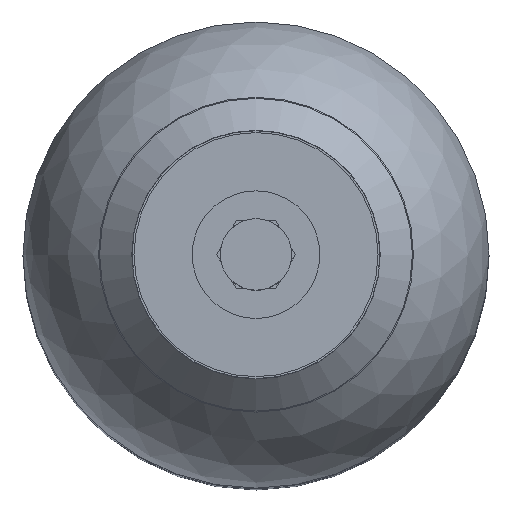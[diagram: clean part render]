
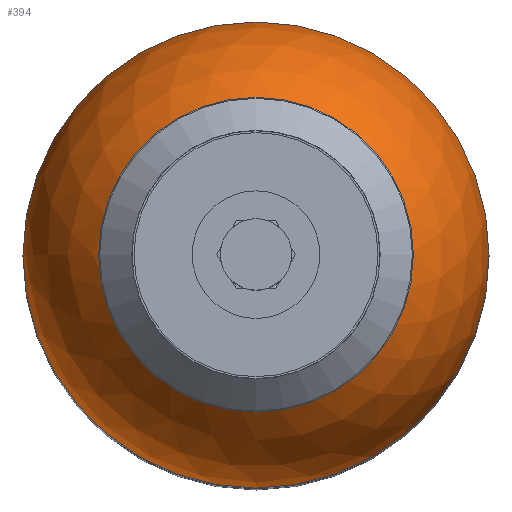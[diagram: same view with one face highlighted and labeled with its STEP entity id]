
A CAD part, top view. The second image highlights one B-rep face of the part: STEP entity #394.
In plain terms, the highlighted spherical face has radius 109.55 mm.
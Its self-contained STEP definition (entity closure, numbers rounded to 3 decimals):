
#394 = ADVANCED_FACE( '', ( #949, #950 ), #951, .T. );
#949 = FACE_OUTER_BOUND( '', #1693, .T. );
#950 = FACE_OUTER_BOUND( '', #1694, .T. );
#951 = SPHERICAL_SURFACE( '', #1695, 109.55 );
#1693 = EDGE_LOOP( '', ( #2973 ) );
#1694 = EDGE_LOOP( '', ( #2974 ) );
#1695 = AXIS2_PLACEMENT_3D( '', #2975, #2976, #2977 );
#2973 = ORIENTED_EDGE( '', *, *, #5035, .F. );
#2974 = ORIENTED_EDGE( '', *, *, #5036, .T. );
#2975 = CARTESIAN_POINT( '', ( 0., 0., 267.288 ) );
#2976 = DIRECTION( '', ( 0., 0., -1. ) );
#2977 = DIRECTION( '', ( -1., 0., 0. ) );
#5035 = EDGE_CURVE( '', #5937, #5937, #5938, .T. );
#5036 = EDGE_CURVE( '', #5939, #5939, #5940, .T. );
#5937 = VERTEX_POINT( '', #7815 );
#5938 = CIRCLE( '', #7816, 109.55 );
#5939 = VERTEX_POINT( '', #7817 );
#5940 = CIRCLE( '', #7818, 30. );
#7815 = CARTESIAN_POINT( '', ( -109.55, 0., 267.288 ) );
#7816 = AXIS2_PLACEMENT_3D( '', #10134, #10135, #10136 );
#7817 = CARTESIAN_POINT( '', ( -30., 0., 372.65 ) );
#7818 = AXIS2_PLACEMENT_3D( '', #10137, #10138, #10139 );
#10134 = CARTESIAN_POINT( '', ( 0., 0., 267.288 ) );
#10135 = DIRECTION( '', ( 0., 0., -1. ) );
#10136 = DIRECTION( '', ( -1., 0., 0. ) );
#10137 = CARTESIAN_POINT( '', ( 0., 0., 372.65 ) );
#10138 = DIRECTION( '', ( 0., 0., -1. ) );
#10139 = DIRECTION( '', ( -1., 0., 0. ) );
